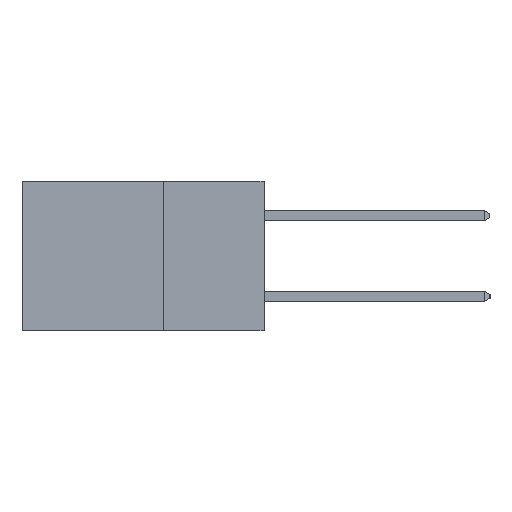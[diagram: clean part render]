
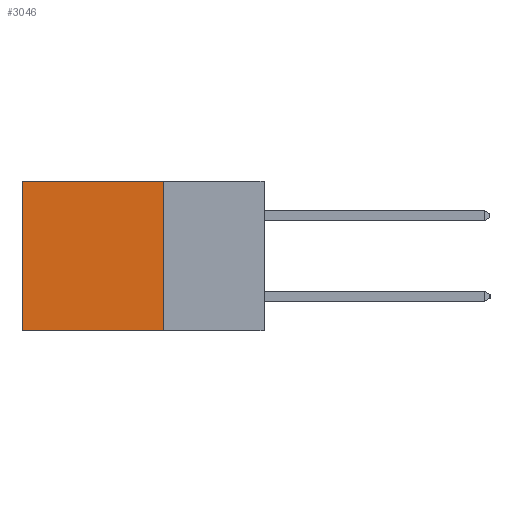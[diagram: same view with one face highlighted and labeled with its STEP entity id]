
A CAD part, left-side view. The second image highlights one B-rep face of the part: STEP entity #3046.
In plain terms, the highlighted planar face has unit normal (-1, 0, 0).
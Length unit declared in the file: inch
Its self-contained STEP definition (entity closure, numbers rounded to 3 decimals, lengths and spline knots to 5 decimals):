
#782 = LINE ( 'NONE', #7266, #3597 ) ;
#1160 = EDGE_CURVE ( 'NONE', #8710, #8419, #6885, .T. ) ;
#1872 = DIRECTION ( 'NONE',  ( 0., 0., -1. ) ) ;
#2281 = CARTESIAN_POINT ( 'NONE',  ( 0.2615, 0.6, 0. ) ) ;
#3046 = ADVANCED_FACE ( 'NONE', ( #3458 ), #17291, .F. ) ;
#3277 = VECTOR ( 'NONE', #9485, 39.37008 ) ;
#3458 = FACE_OUTER_BOUND ( 'NONE', #4364, .T. ) ;
#3597 = VECTOR ( 'NONE', #7580, 39.37008 ) ;
#4364 = EDGE_LOOP ( 'NONE', ( #16030, #17230, #13823, #15469 ) ) ;
#4965 = EDGE_CURVE ( 'NONE', #12923, #7147, #782, .T. ) ;
#6844 = EDGE_CURVE ( 'NONE', #7147, #8419, #14034, .T. ) ;
#6885 = LINE ( 'NONE', #7555, #3277 ) ;
#7108 = LINE ( 'NONE', #7980, #10658 ) ;
#7147 = VERTEX_POINT ( 'NONE', #2281 ) ;
#7266 = CARTESIAN_POINT ( 'NONE',  ( 0.2615, 0.25, 0. ) ) ;
#7555 = CARTESIAN_POINT ( 'NONE',  ( 0.2615, 0.25, -0.37 ) ) ;
#7580 = DIRECTION ( 'NONE',  ( 0., 1., 0. ) ) ;
#7980 = CARTESIAN_POINT ( 'NONE',  ( 0.2615, 0.25, -0.37 ) ) ;
#8419 = VERTEX_POINT ( 'NONE', #14195 ) ;
#8710 = VERTEX_POINT ( 'NONE', #11855 ) ;
#9485 = DIRECTION ( 'NONE',  ( 0., 1., 0. ) ) ;
#9821 = DIRECTION ( 'NONE',  ( 0., 0., -1. ) ) ;
#10523 = CARTESIAN_POINT ( 'NONE',  ( 0.2615, 0.6, -0.37 ) ) ;
#10658 = VECTOR ( 'NONE', #1872, 39.37008 ) ;
#11855 = CARTESIAN_POINT ( 'NONE',  ( 0.2615, 0.25, -0.37 ) ) ;
#12212 = EDGE_CURVE ( 'NONE', #12923, #8710, #7108, .T. ) ;
#12923 = VERTEX_POINT ( 'NONE', #14881 ) ;
#13823 = ORIENTED_EDGE ( 'NONE', *, *, #12212, .F. ) ;
#14034 = LINE ( 'NONE', #10523, #17051 ) ;
#14195 = CARTESIAN_POINT ( 'NONE',  ( 0.2615, 0.6, -0.37 ) ) ;
#14711 = AXIS2_PLACEMENT_3D ( 'NONE', #17187, #17079, #16805 ) ;
#14881 = CARTESIAN_POINT ( 'NONE',  ( 0.2615, 0.25, 0. ) ) ;
#15469 = ORIENTED_EDGE ( 'NONE', *, *, #4965, .T. ) ;
#16030 = ORIENTED_EDGE ( 'NONE', *, *, #6844, .T. ) ;
#16805 = DIRECTION ( 'NONE',  ( 0., 0., -1. ) ) ;
#17051 = VECTOR ( 'NONE', #9821, 39.37008 ) ;
#17079 = DIRECTION ( 'NONE',  ( 1., 0., 0. ) ) ;
#17187 = CARTESIAN_POINT ( 'NONE',  ( 0.2615, 0.25, -0.37 ) ) ;
#17230 = ORIENTED_EDGE ( 'NONE', *, *, #1160, .F. ) ;
#17291 = PLANE ( 'NONE',  #14711 ) ;
